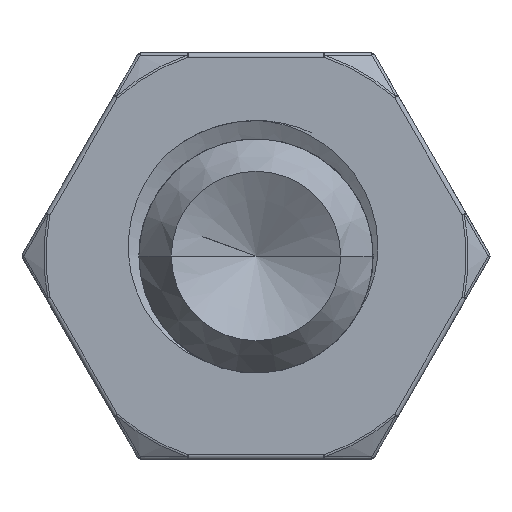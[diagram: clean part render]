
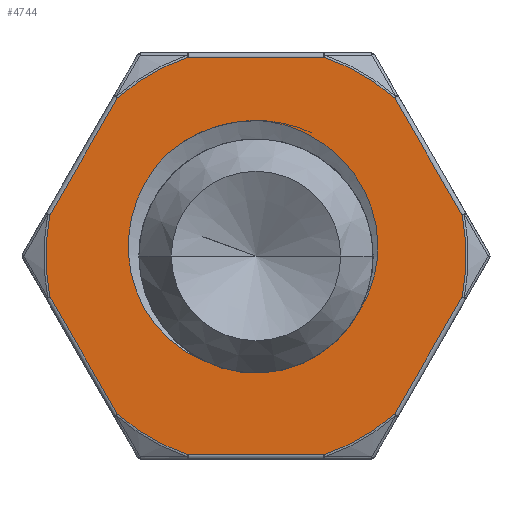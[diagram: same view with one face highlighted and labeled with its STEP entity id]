
A CAD part, left-side view. The second image highlights one B-rep face of the part: STEP entity #4744.
In plain terms, the highlighted planar face has unit normal (-1, 0, 0).
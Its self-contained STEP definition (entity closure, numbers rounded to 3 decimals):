
#966=CARTESIAN_POINT('',(-11.9,-3.082,-1.57));
#995=CARTESIAN_POINT('',(-11.9,1.57,-3.082));
#1667=CARTESIAN_POINT('',(-11.9,0.,0.));
#1668=DIRECTION('',(-1.,0.,0.));
#1669=DIRECTION('',(0.,0.454,-0.891));
#1670=AXIS2_PLACEMENT_3D('',#1667,#1668,#1669);
#1672=CARTESIAN_POINT('',(-11.9,-0.314,3.988));
#1673=CARTESIAN_POINT('',(-11.9,-0.465,3.965));
#1674=CARTESIAN_POINT('',(-11.9,-0.763,3.903));
#1675=CARTESIAN_POINT('',(-11.9,-1.198,3.759));
#1676=CARTESIAN_POINT('',(-11.9,-1.61,3.567));
#1677=CARTESIAN_POINT('',(-11.9,-2.006,3.323));
#1678=CARTESIAN_POINT('',(-11.9,-2.393,3.014));
#1679=CARTESIAN_POINT('',(-11.9,-2.766,2.623));
#1680=CARTESIAN_POINT('',(-11.9,-3.109,2.134));
#1681=CARTESIAN_POINT('',(-11.9,-3.374,1.581));
#1682=CARTESIAN_POINT('',(-11.9,-3.541,1.005));
#1683=CARTESIAN_POINT('',(-11.9,-3.611,0.425));
#1684=CARTESIAN_POINT('',(-11.9,-3.591,-0.122));
#1685=CARTESIAN_POINT('',(-11.9,-3.494,-0.639));
#1686=CARTESIAN_POINT('',(-11.9,-3.327,-1.122));
#1687=CARTESIAN_POINT('',(-11.9,-3.171,-1.424));
#1688=CARTESIAN_POINT('',(-11.9,-3.082,-1.57));
#1690=CARTESIAN_POINT('',(-11.9,2.598,3.042));
#1691=CARTESIAN_POINT('',(-11.9,2.439,3.177));
#1692=CARTESIAN_POINT('',(-11.9,2.12,3.408));
#1693=CARTESIAN_POINT('',(-11.9,1.63,3.665));
#1694=CARTESIAN_POINT('',(-11.9,1.197,3.825));
#1695=CARTESIAN_POINT('',(-11.9,0.804,3.925));
#1696=CARTESIAN_POINT('',(-11.9,0.436,3.982));
#1697=CARTESIAN_POINT('',(-11.9,0.066,4.005));
#1698=CARTESIAN_POINT('',(-11.9,-0.187,3.998));
#1699=CARTESIAN_POINT('',(-11.9,-0.314,3.988));
#1701=CARTESIAN_POINT('',(-11.9,1.57,-3.082));
#1702=CARTESIAN_POINT('',(-11.9,1.687,-3.034));
#1703=CARTESIAN_POINT('',(-11.9,1.922,-2.921));
#1704=CARTESIAN_POINT('',(-11.9,2.273,-2.701));
#1705=CARTESIAN_POINT('',(-11.9,2.627,-2.414));
#1706=CARTESIAN_POINT('',(-11.9,2.981,-2.036));
#1707=CARTESIAN_POINT('',(-11.9,3.295,-1.578));
#1708=CARTESIAN_POINT('',(-11.9,3.539,-1.066));
#1709=CARTESIAN_POINT('',(-11.9,3.704,-0.512));
#1710=CARTESIAN_POINT('',(-11.9,3.779,0.047));
#1711=CARTESIAN_POINT('',(-11.9,3.771,0.598));
#1712=CARTESIAN_POINT('',(-11.9,3.686,1.137));
#1713=CARTESIAN_POINT('',(-11.9,3.524,1.661));
#1714=CARTESIAN_POINT('',(-11.9,3.287,2.165));
#1715=CARTESIAN_POINT('',(-11.9,2.976,2.635));
#1716=CARTESIAN_POINT('',(-11.9,2.731,2.911));
#1717=CARTESIAN_POINT('',(-11.9,2.598,3.042));
#1719=DIRECTION('',(0.,-1.,0.));
#1720=VECTOR('',#1719,4.003);
#1721=CARTESIAN_POINT('',(-11.9,2.001,-5.875));
#1722=LINE('',#1721,#1720);
#1723=CARTESIAN_POINT('',(-11.9,0.,0.));
#1724=DIRECTION('',(-1.,0.,0.));
#1725=DIRECTION('',(0.,0.659,-0.753));
#1726=AXIS2_PLACEMENT_3D('',#1723,#1724,#1725);
#1728=DIRECTION('',(0.,-0.5,-0.866));
#1729=VECTOR('',#1728,4.002);
#1730=CARTESIAN_POINT('',(-11.9,6.088,-1.204));
#1731=LINE('',#1730,#1729);
#1732=CARTESIAN_POINT('',(-11.9,0.,0.));
#1733=DIRECTION('',(1.,0.,0.));
#1734=DIRECTION('',(0.,0.981,-0.194));
#1735=AXIS2_PLACEMENT_3D('',#1732,#1733,#1734);
#1737=DIRECTION('',(0.,0.5,-0.866));
#1738=VECTOR('',#1737,4.003);
#1739=CARTESIAN_POINT('',(-11.9,4.087,4.671));
#1740=LINE('',#1739,#1738);
#1741=CARTESIAN_POINT('',(-11.9,0.,0.));
#1742=DIRECTION('',(-1.,0.,0.));
#1743=DIRECTION('',(0.,0.322,0.947));
#1744=AXIS2_PLACEMENT_3D('',#1741,#1742,#1743);
#1746=DIRECTION('',(0.,1.,0.));
#1747=VECTOR('',#1746,4.003);
#1748=CARTESIAN_POINT('',(-11.9,-2.001,5.875));
#1749=LINE('',#1748,#1747);
#1750=CARTESIAN_POINT('',(-11.9,0.,0.));
#1751=DIRECTION('',(-1.,0.,0.));
#1752=DIRECTION('',(0.,-0.659,0.753));
#1753=AXIS2_PLACEMENT_3D('',#1750,#1751,#1752);
#1755=DIRECTION('',(0.,0.5,0.866));
#1756=VECTOR('',#1755,4.003);
#1757=CARTESIAN_POINT('',(-11.9,-6.089,1.204));
#1758=LINE('',#1757,#1756);
#1759=CARTESIAN_POINT('',(-11.9,0.,0.));
#1760=DIRECTION('',(1.,0.,0.));
#1761=DIRECTION('',(0.,-0.981,0.194));
#1762=AXIS2_PLACEMENT_3D('',#1759,#1760,#1761);
#1764=DIRECTION('',(0.,-0.5,0.866));
#1765=VECTOR('',#1764,4.003);
#1766=CARTESIAN_POINT('',(-11.9,-4.087,-4.671));
#1767=LINE('',#1766,#1765);
#1768=CARTESIAN_POINT('',(-11.9,0.,0.));
#1769=DIRECTION('',(-1.,0.,0.));
#1770=DIRECTION('',(0.,-0.322,-0.947));
#1771=AXIS2_PLACEMENT_3D('',#1768,#1769,#1770);
#3045=VERTEX_POINT('',#966);
#3046=VERTEX_POINT('',#995);
#3047=VERTEX_POINT('',#1672);
#3048=VERTEX_POINT('',#1690);
#3095=CARTESIAN_POINT('',(-11.9,2.001,-5.875));
#3096=CARTESIAN_POINT('',(-11.9,-2.001,-5.875));
#3097=VERTEX_POINT('',#3095);
#3098=VERTEX_POINT('',#3096);
#3099=CARTESIAN_POINT('',(-11.9,4.087,-4.671));
#3100=VERTEX_POINT('',#3099);
#3109=CARTESIAN_POINT('',(-11.9,6.088,-1.204));
#3110=VERTEX_POINT('',#3109);
#3111=CARTESIAN_POINT('',(-11.9,4.087,4.671));
#3112=CARTESIAN_POINT('',(-11.9,6.089,1.204));
#3113=VERTEX_POINT('',#3111);
#3114=VERTEX_POINT('',#3112);
#3160=CARTESIAN_POINT('',(-11.9,-4.087,-4.671));
#3161=VERTEX_POINT('',#3160);
#3162=CARTESIAN_POINT('',(-11.9,-6.089,-1.204));
#3163=VERTEX_POINT('',#3162);
#3179=CARTESIAN_POINT('',(-11.9,-6.089,1.204));
#3180=VERTEX_POINT('',#3179);
#3183=CARTESIAN_POINT('',(-11.9,-4.087,4.671));
#3184=VERTEX_POINT('',#3183);
#3191=CARTESIAN_POINT('',(-11.9,-2.001,5.875));
#3192=CARTESIAN_POINT('',(-11.9,2.001,5.875));
#3193=VERTEX_POINT('',#3191);
#3194=VERTEX_POINT('',#3192);
#4705=CARTESIAN_POINT('',(-11.9,0.,0.));
#4706=DIRECTION('',(1.,0.,0.));
#4707=DIRECTION('',(0.,-1.,0.));
#4708=AXIS2_PLACEMENT_3D('',#4705,#4706,#4707);
#4709=PLANE('',#4708);
#4711=ORIENTED_EDGE('',*,*,#4710,.F.);
#4713=ORIENTED_EDGE('',*,*,#4712,.F.);
#4715=ORIENTED_EDGE('',*,*,#4714,.F.);
#4717=ORIENTED_EDGE('',*,*,#4716,.T.);
#4719=ORIENTED_EDGE('',*,*,#4718,.F.);
#4721=ORIENTED_EDGE('',*,*,#4720,.F.);
#4723=ORIENTED_EDGE('',*,*,#4722,.F.);
#4725=ORIENTED_EDGE('',*,*,#4724,.F.);
#4727=ORIENTED_EDGE('',*,*,#4726,.F.);
#4729=ORIENTED_EDGE('',*,*,#4728,.T.);
#4731=ORIENTED_EDGE('',*,*,#4730,.F.);
#4733=ORIENTED_EDGE('',*,*,#4732,.F.);
#4734=EDGE_LOOP('',(#4711,#4713,#4715,#4717,#4719,#4721,#4723,#4725,#4727,#4729,
#4731,#4733));
#4735=FACE_OUTER_BOUND('',#4734,.F.);
#4736=ORIENTED_EDGE('',*,*,#3692,.T.);
#4738=ORIENTED_EDGE('',*,*,#4737,.F.);
#4740=ORIENTED_EDGE('',*,*,#4739,.F.);
#4741=ORIENTED_EDGE('',*,*,#4696,.F.);
#4742=EDGE_LOOP('',(#4736,#4738,#4740,#4741));
#4743=FACE_BOUND('',#4742,.F.);
#1671=CIRCLE('',#1670,3.459);
#1689=B_SPLINE_CURVE_WITH_KNOTS('',3,(#1672,#1673,#1674,#1675,#1676,#1677,#1678,
#1679,#1680,#1681,#1682,#1683,#1684,#1685,#1686,#1687,#1688),.UNSPECIFIED.,.F.,
.F.,(4,1,1,1,1,1,1,1,1,1,1,1,1,1,4),(0.,0.071,0.143,
0.214,0.286,0.357,0.429,0.5,
0.571,0.643,0.714,0.786,
0.857,0.929,1.),.UNSPECIFIED.);
#1700=B_SPLINE_CURVE_WITH_KNOTS('',3,(#1690,#1691,#1692,#1693,#1694,#1695,#1696,
#1697,#1698,#1699),.UNSPECIFIED.,.F.,.F.,(4,1,1,1,1,1,1,4),(0.,
0.143,0.286,0.429,0.571,
0.714,0.857,1.),.UNSPECIFIED.);
#1718=B_SPLINE_CURVE_WITH_KNOTS('',3,(#1701,#1702,#1703,#1704,#1705,#1706,#1707,
#1708,#1709,#1710,#1711,#1712,#1713,#1714,#1715,#1716,#1717),.UNSPECIFIED.,.F.,
.F.,(4,1,1,1,1,1,1,1,1,1,1,1,1,1,4),(0.,0.071,0.143,
0.214,0.286,0.357,0.429,0.5,
0.571,0.643,0.714,0.786,
0.857,0.929,1.),.UNSPECIFIED.);
#1727=CIRCLE('',#1726,6.207);
#1736=CIRCLE('',#1735,6.207);
#1745=CIRCLE('',#1744,6.207);
#1754=CIRCLE('',#1753,6.207);
#1763=CIRCLE('',#1762,6.207);
#1772=CIRCLE('',#1771,6.207);
#3692=EDGE_CURVE('',#3046,#3045,#1671,.T.);
#4696=EDGE_CURVE('',#3046,#3048,#1718,.T.);
#4710=EDGE_CURVE('',#3097,#3098,#1722,.T.);
#4712=EDGE_CURVE('',#3100,#3097,#1727,.T.);
#4714=EDGE_CURVE('',#3110,#3100,#1731,.T.);
#4716=EDGE_CURVE('',#3110,#3114,#1736,.T.);
#4718=EDGE_CURVE('',#3113,#3114,#1740,.T.);
#4720=EDGE_CURVE('',#3194,#3113,#1745,.T.);
#4722=EDGE_CURVE('',#3193,#3194,#1749,.T.);
#4724=EDGE_CURVE('',#3184,#3193,#1754,.T.);
#4726=EDGE_CURVE('',#3180,#3184,#1758,.T.);
#4728=EDGE_CURVE('',#3180,#3163,#1763,.T.);
#4730=EDGE_CURVE('',#3161,#3163,#1767,.T.);
#4732=EDGE_CURVE('',#3098,#3161,#1772,.T.);
#4737=EDGE_CURVE('',#3047,#3045,#1689,.T.);
#4739=EDGE_CURVE('',#3048,#3047,#1700,.T.);
#4744=ADVANCED_FACE('',(#4735,#4743),#4709,.F.);
